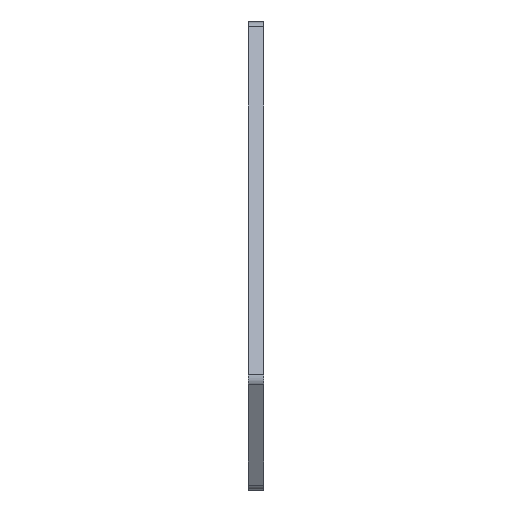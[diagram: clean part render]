
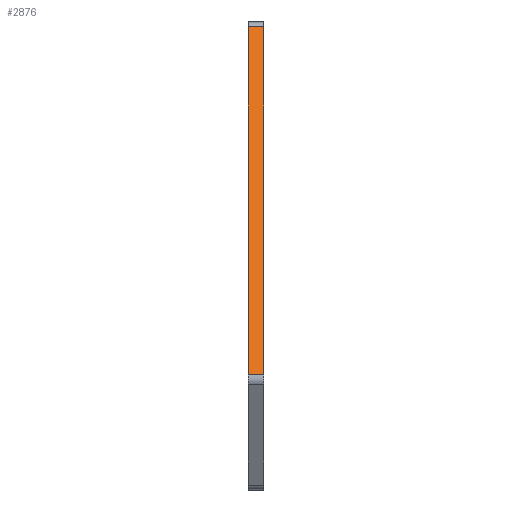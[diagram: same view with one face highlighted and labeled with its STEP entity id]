
A CAD part, left-side view. The second image highlights one B-rep face of the part: STEP entity #2876.
In plain terms, the highlighted planar face has unit normal (-0.866, 0, 0.5).
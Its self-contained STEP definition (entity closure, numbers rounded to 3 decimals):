
#396=DIRECTION('',(-0.5,0.,-0.866));
#397=VECTOR('',#396,125.988);
#398=CARTESIAN_POINT('',(-20.866,0.,84.786));
#399=LINE('',#398,#397);
#939=DIRECTION('',(-0.5,0.,-0.866));
#940=VECTOR('',#939,125.988);
#941=CARTESIAN_POINT('',(-20.866,5.,84.786));
#942=LINE('',#941,#940);
#1443=DIRECTION('',(0.,1.,0.));
#1444=VECTOR('',#1443,5.);
#1445=CARTESIAN_POINT('',(-83.86,0.,-24.323));
#1446=LINE('',#1445,#1444);
#1450=DIRECTION('',(0.,1.,0.));
#1451=VECTOR('',#1450,5.);
#1452=CARTESIAN_POINT('',(-20.866,0.,84.786));
#1453=LINE('',#1452,#1451);
#1750=CARTESIAN_POINT('',(-83.86,5.,-24.323));
#1752=VERTEX_POINT('',#1750);
#1753=CARTESIAN_POINT('',(-83.86,0.,-24.323));
#1754=VERTEX_POINT('',#1753);
#1765=CARTESIAN_POINT('',(-20.866,5.,84.786));
#1767=VERTEX_POINT('',#1765);
#1771=CARTESIAN_POINT('',(-20.866,0.,84.786));
#1772=VERTEX_POINT('',#1771);
#2864=CARTESIAN_POINT('',(-20.,5.,86.286));
#2865=DIRECTION('',(0.866,0.,-0.5));
#2866=DIRECTION('',(-0.5,0.,-0.866));
#2867=AXIS2_PLACEMENT_3D('',#2864,#2865,#2866);
#2868=PLANE('',#2867);
#2870=ORIENTED_EDGE('',*,*,#2869,.T.);
#2871=ORIENTED_EDGE('',*,*,#2114,.F.);
#2872=ORIENTED_EDGE('',*,*,#2859,.F.);
#2873=ORIENTED_EDGE('',*,*,#1888,.T.);
#2874=EDGE_LOOP('',(#2870,#2871,#2872,#2873));
#2875=FACE_OUTER_BOUND('',#2874,.F.);
#1888=EDGE_CURVE('',#1772,#1754,#399,.T.);
#2114=EDGE_CURVE('',#1767,#1752,#942,.T.);
#2859=EDGE_CURVE('',#1772,#1767,#1453,.T.);
#2869=EDGE_CURVE('',#1754,#1752,#1446,.T.);
#2876=ADVANCED_FACE('',(#2875),#2868,.F.);
